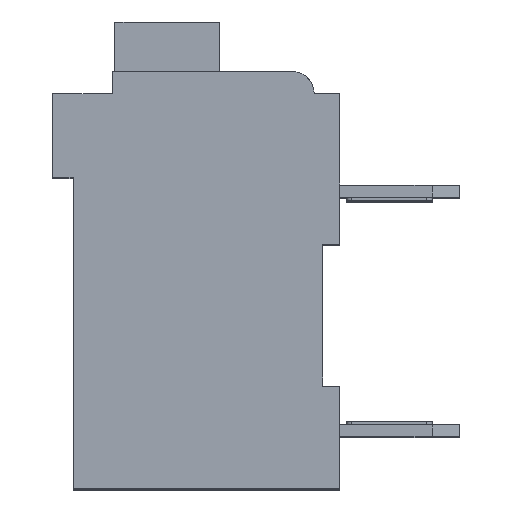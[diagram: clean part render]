
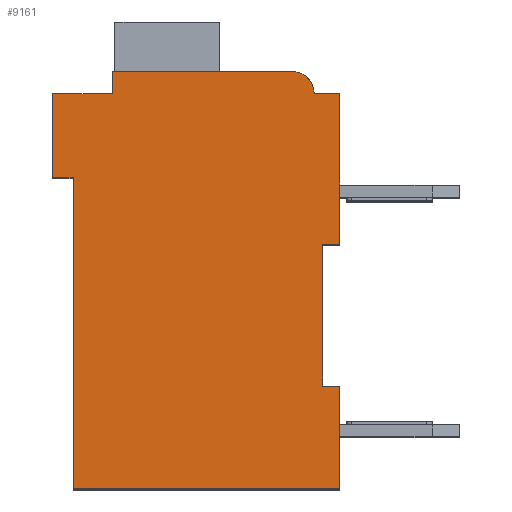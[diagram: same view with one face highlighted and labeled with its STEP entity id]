
A CAD part, top view. The second image highlights one B-rep face of the part: STEP entity #9161.
In plain terms, the highlighted planar face has unit normal (0, 0, 1).
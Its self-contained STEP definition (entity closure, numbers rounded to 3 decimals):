
#1754=DIRECTION('',(1.,0.,0.));
#1755=VECTOR('',#1754,0.5);
#1756=CARTESIAN_POINT('',(7.3,7.15,2.1));
#1757=LINE('',#1756,#1755);
#1758=DIRECTION('',(0.,1.,0.));
#1759=VECTOR('',#1758,4.15);
#1760=CARTESIAN_POINT('',(7.3,3.,2.1));
#1761=LINE('',#1760,#1759);
#1762=DIRECTION('',(-1.,0.,0.));
#1763=VECTOR('',#1762,0.5);
#1764=CARTESIAN_POINT('',(7.8,3.,2.1));
#1765=LINE('',#1764,#1763);
#1766=DIRECTION('',(0.,1.,0.));
#1767=VECTOR('',#1766,3.);
#1768=CARTESIAN_POINT('',(7.8,0.,2.1));
#1769=LINE('',#1768,#1767);
#1770=DIRECTION('',(1.,0.,0.));
#1771=VECTOR('',#1770,7.8);
#1772=CARTESIAN_POINT('',(0.,0.,2.1));
#1773=LINE('',#1772,#1771);
#1774=DIRECTION('',(0.,-1.,0.));
#1775=VECTOR('',#1774,9.1);
#1776=CARTESIAN_POINT('',(0.,9.1,2.1));
#1777=LINE('',#1776,#1775);
#1778=DIRECTION('',(1.,0.,0.));
#1779=VECTOR('',#1778,0.6);
#1780=CARTESIAN_POINT('',(-0.6,9.1,2.1));
#1781=LINE('',#1780,#1779);
#1782=DIRECTION('',(0.,-1.,0.));
#1783=VECTOR('',#1782,2.45);
#1784=CARTESIAN_POINT('',(-0.6,11.55,2.1));
#1785=LINE('',#1784,#1783);
#1786=DIRECTION('',(-1.,0.,0.));
#1787=VECTOR('',#1786,1.75);
#1788=CARTESIAN_POINT('',(1.15,11.55,2.1));
#1789=LINE('',#1788,#1787);
#1790=DIRECTION('',(0.,-1.,0.));
#1791=VECTOR('',#1790,0.65);
#1792=CARTESIAN_POINT('',(1.15,12.2,2.1));
#1793=LINE('',#1792,#1791);
#1794=DIRECTION('',(-1.,0.,0.));
#1795=VECTOR('',#1794,5.25);
#1796=CARTESIAN_POINT('',(6.4,12.2,2.1));
#1797=LINE('',#1796,#1795);
#1798=CARTESIAN_POINT('',(6.4,11.55,2.1));
#1799=DIRECTION('',(0.,0.,1.));
#1800=DIRECTION('',(1.,0.,0.));
#1801=AXIS2_PLACEMENT_3D('',#1798,#1799,#1800);
#1803=DIRECTION('',(-1.,0.,0.));
#1804=VECTOR('',#1803,0.75);
#1805=CARTESIAN_POINT('',(7.8,11.55,2.1));
#1806=LINE('',#1805,#1804);
#1807=DIRECTION('',(0.,1.,0.));
#1808=VECTOR('',#1807,4.4);
#1809=CARTESIAN_POINT('',(7.8,7.15,2.1));
#1810=LINE('',#1809,#1808);
#5737=CARTESIAN_POINT('',(7.3,7.15,2.1));
#5738=CARTESIAN_POINT('',(7.8,7.15,2.1));
#5739=VERTEX_POINT('',#5737);
#5740=VERTEX_POINT('',#5738);
#5741=CARTESIAN_POINT('',(7.8,11.55,2.1));
#5742=VERTEX_POINT('',#5741);
#5743=CARTESIAN_POINT('',(7.05,11.55,2.1));
#5744=VERTEX_POINT('',#5743);
#5745=CARTESIAN_POINT('',(6.4,12.2,2.1));
#5746=VERTEX_POINT('',#5745);
#5747=CARTESIAN_POINT('',(1.15,12.2,2.1));
#5748=VERTEX_POINT('',#5747);
#5749=CARTESIAN_POINT('',(1.15,11.55,2.1));
#5750=VERTEX_POINT('',#5749);
#5751=CARTESIAN_POINT('',(-0.6,11.55,2.1));
#5752=VERTEX_POINT('',#5751);
#5753=CARTESIAN_POINT('',(-0.6,9.1,2.1));
#5754=VERTEX_POINT('',#5753);
#5755=CARTESIAN_POINT('',(0.,9.1,2.1));
#5756=VERTEX_POINT('',#5755);
#5757=CARTESIAN_POINT('',(0.,0.,2.1));
#5758=VERTEX_POINT('',#5757);
#5759=CARTESIAN_POINT('',(7.8,0.,2.1));
#5760=VERTEX_POINT('',#5759);
#5761=CARTESIAN_POINT('',(7.8,3.,2.1));
#5762=VERTEX_POINT('',#5761);
#5763=CARTESIAN_POINT('',(7.3,3.,2.1));
#5764=VERTEX_POINT('',#5763);
#9137=CARTESIAN_POINT('',(0.,0.,2.1));
#9138=DIRECTION('',(0.,0.,1.));
#9139=DIRECTION('',(1.,0.,0.));
#9140=AXIS2_PLACEMENT_3D('',#9137,#9138,#9139);
#9141=PLANE('',#9140);
#9142=ORIENTED_EDGE('',*,*,#7538,.F.);
#9143=ORIENTED_EDGE('',*,*,#7859,.F.);
#9145=ORIENTED_EDGE('',*,*,#9144,.F.);
#9147=ORIENTED_EDGE('',*,*,#9146,.F.);
#9149=ORIENTED_EDGE('',*,*,#9148,.F.);
#9150=ORIENTED_EDGE('',*,*,#8096,.F.);
#9151=ORIENTED_EDGE('',*,*,#8168,.F.);
#9152=ORIENTED_EDGE('',*,*,#8292,.F.);
#9153=ORIENTED_EDGE('',*,*,#8421,.F.);
#9154=ORIENTED_EDGE('',*,*,#8490,.F.);
#9155=ORIENTED_EDGE('',*,*,#8714,.F.);
#9156=ORIENTED_EDGE('',*,*,#9023,.F.);
#9157=ORIENTED_EDGE('',*,*,#8951,.F.);
#9158=ORIENTED_EDGE('',*,*,#7715,.F.);
#9159=EDGE_LOOP('',(#9142,#9143,#9145,#9147,#9149,#9150,#9151,#9152,#9153,#9154,
#9155,#9156,#9157,#9158));
#9160=FACE_OUTER_BOUND('',#9159,.F.);
#1802=CIRCLE('',#1801,0.65);
#7538=EDGE_CURVE('',#5739,#5740,#1757,.T.);
#7715=EDGE_CURVE('',#5740,#5742,#1810,.T.);
#7859=EDGE_CURVE('',#5764,#5739,#1761,.T.);
#8096=EDGE_CURVE('',#5756,#5758,#1777,.T.);
#8168=EDGE_CURVE('',#5754,#5756,#1781,.T.);
#8292=EDGE_CURVE('',#5752,#5754,#1785,.T.);
#8421=EDGE_CURVE('',#5750,#5752,#1789,.T.);
#8490=EDGE_CURVE('',#5748,#5750,#1793,.T.);
#8714=EDGE_CURVE('',#5746,#5748,#1797,.T.);
#8951=EDGE_CURVE('',#5742,#5744,#1806,.T.);
#9023=EDGE_CURVE('',#5744,#5746,#1802,.T.);
#9144=EDGE_CURVE('',#5762,#5764,#1765,.T.);
#9146=EDGE_CURVE('',#5760,#5762,#1769,.T.);
#9148=EDGE_CURVE('',#5758,#5760,#1773,.T.);
#9161=ADVANCED_FACE('',(#9160),#9141,.T.);
